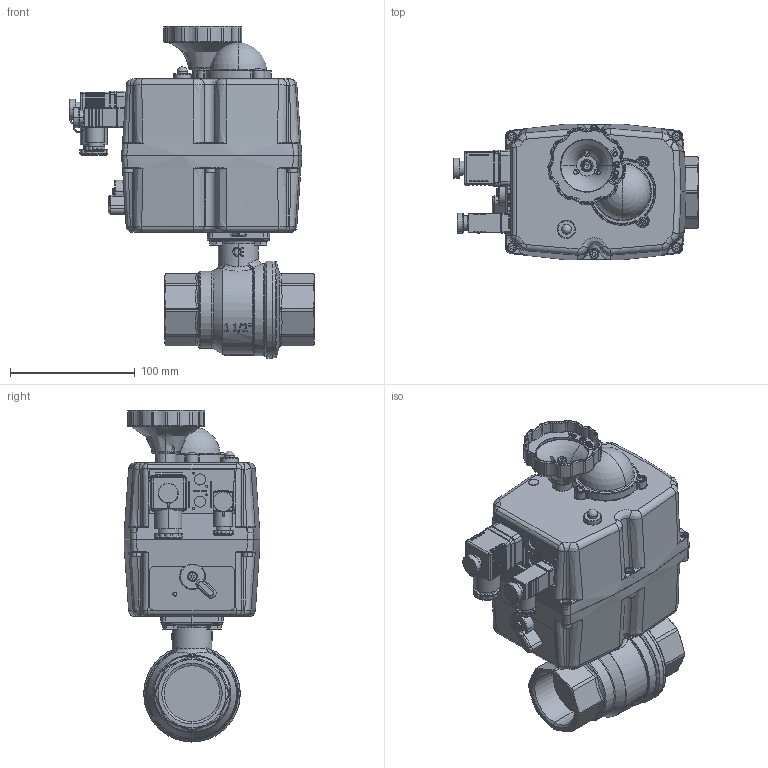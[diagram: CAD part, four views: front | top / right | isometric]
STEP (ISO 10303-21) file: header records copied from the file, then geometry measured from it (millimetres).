
FILE_DESCRIPTION(('HOOPS Exchange Step'),'2;1');
FILE_NAME('EK01_DN40.stp','2025-05-12T15:20:53+02:00',('nieru'),('Unknown organisation'),'HOOPS Exchange 2024.2','HOOPS Exchange','Unknown authorisation');
FILE_SCHEMA( ('AP203_CONFIGURATION_CONTROLLED_3D_DESIGN_OF_MECHANICAL_PARTS_AND_ASSEMBLIES_MIM_LF') );
Length unit declared in the file: millimetre
Products named in the file (3): 0; root
Assembly tree (2 placements, depth 3):
  root
    0
      0
Bounding box: 196.33 x 108.75 x 266.2 mm (x, y, z)
Volume: 2006012.3 mm3; surface area: 254346.5 mm2
Topology: 45 solids, 47 shells, 3583 faces, 8979 edges, 5515 vertices
Faces by surface type: cylinder 1173, plane 827, bspline 754, torus 627, cone 153, sphere 49
Full cylindrical faces by diameter (mm): 2.204 x3, 7.825 x1, 11 x1, 11.516 x1, 14 x1, 14.894 x1, 16.5 x1, 30 x1, 45 x1
Entity records: 184619 total; most frequent: CARTESIAN_POINT 109721, ORIENTED_EDGE 17814, DIRECTION 12285, EDGE_CURVE 8907, VERTEX_POINT 5515, AXIS2_PLACEMENT_3D 5097, B_SPLINE_CURVE_WITH_KNOTS 3977, EDGE_LOOP 3770
